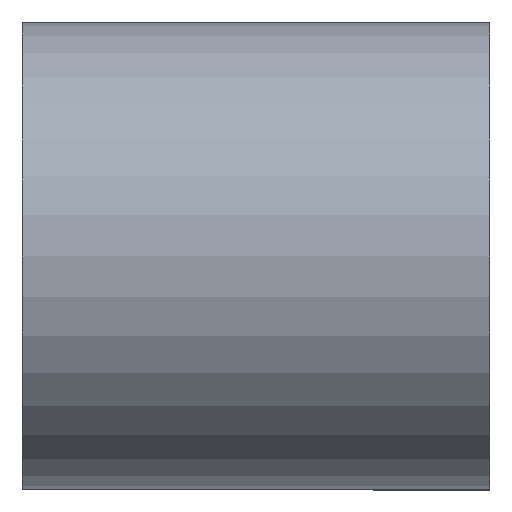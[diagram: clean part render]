
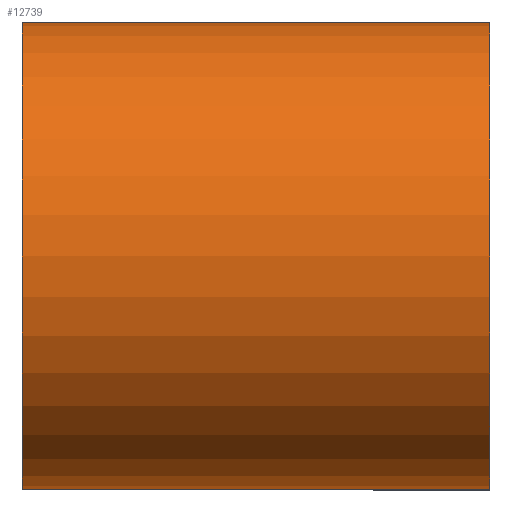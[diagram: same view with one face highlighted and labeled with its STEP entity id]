
A CAD part, left-side view. The second image highlights one B-rep face of the part: STEP entity #12739.
In plain terms, the highlighted cylindrical face has radius 5 mm (diameter 10 mm), a partial arc.
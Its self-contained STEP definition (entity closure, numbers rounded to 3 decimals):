
#559=CIRCLE('',#13845,5.);
#560=CIRCLE('',#13847,5.);
#782=CYLINDRICAL_SURFACE('',#13846,5.);
#1403=FACE_OUTER_BOUND('',#2076,.T.);
#2076=EDGE_LOOP('',(#11697,#11698,#11699,#11700));
#3477=LINE('',#21192,#4877);
#3478=LINE('',#21195,#4878);
#4877=VECTOR('',#17430,10.);
#4878=VECTOR('',#17433,10.);
#6121=VERTEX_POINT('',#21185);
#6122=VERTEX_POINT('',#21187);
#6123=VERTEX_POINT('',#21191);
#6124=VERTEX_POINT('',#21193);
#7982=EDGE_CURVE('',#6121,#6122,#559,.T.);
#7984=EDGE_CURVE('',#6123,#6121,#3477,.T.);
#7985=EDGE_CURVE('',#6124,#6123,#560,.T.);
#7986=EDGE_CURVE('',#6122,#6124,#3478,.T.);
#11697=ORIENTED_EDGE('',*,*,#7984,.F.);
#11698=ORIENTED_EDGE('',*,*,#7985,.F.);
#11699=ORIENTED_EDGE('',*,*,#7986,.F.);
#11700=ORIENTED_EDGE('',*,*,#7982,.F.);
#12739=ADVANCED_FACE('',(#1403),#782,.T.);
#13845=AXIS2_PLACEMENT_3D('',#21188,#17425,#17426);
#13846=AXIS2_PLACEMENT_3D('',#21190,#17428,#17429);
#13847=AXIS2_PLACEMENT_3D('',#21194,#17431,#17432);
#17425=DIRECTION('center_axis',(0.,-1.,0.));
#17426=DIRECTION('ref_axis',(-1.,0.,0.));
#17428=DIRECTION('center_axis',(0.,1.,0.));
#17429=DIRECTION('ref_axis',(0.,0.,
-1.));
#17430=DIRECTION('',(0.,-1.,0.));
#17431=DIRECTION('center_axis',(0.,1.,0.));
#17432=DIRECTION('ref_axis',(0.,0.,
-1.));
#17433=DIRECTION('',(0.,1.,0.));
#21185=CARTESIAN_POINT('',(-206.093,14.955,9.592));
#21187=CARTESIAN_POINT('',(-206.093,14.955,-0.408));
#21188=CARTESIAN_POINT('Origin',(-206.093,14.955,4.592));
#21190=CARTESIAN_POINT('Origin',(-206.093,19.955,4.592));
#21191=CARTESIAN_POINT('',(-206.093,24.955,9.592));
#21192=CARTESIAN_POINT('',(-206.093,19.955,9.592));
#21193=CARTESIAN_POINT('',(-206.093,24.955,-0.408));
#21194=CARTESIAN_POINT('Origin',(-206.093,24.955,4.592));
#21195=CARTESIAN_POINT('',(-206.093,19.955,-0.408));
